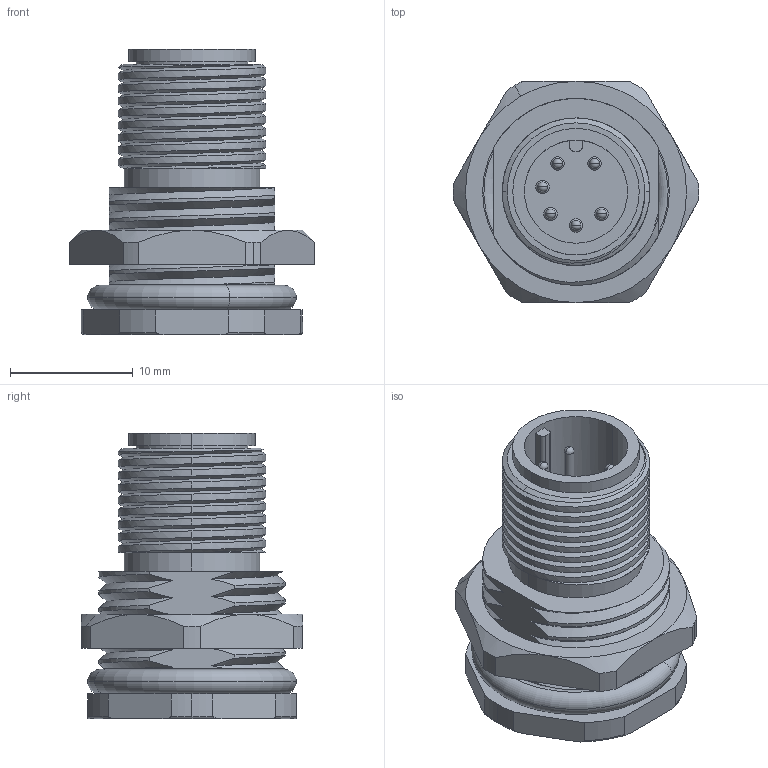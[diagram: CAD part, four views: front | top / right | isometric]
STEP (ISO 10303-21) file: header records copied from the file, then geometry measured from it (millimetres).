
FILE_DESCRIPTION (( 'STEP AP203' ), '1' );
FILE_NAME ('FEZ61-.STEP', '2019-03-13T02:50:28', ( 'User' ), ( 'china' ), 'SwSTEP 2.0', 'SolidWorks 2012', '' );
FILE_SCHEMA (( 'CONFIG_CONTROL_DESIGN' ));
Length unit declared in the file: millimetre
Products named in the file (7): O型圈-9X1; FEZ61-; M12-A扣6芯针座（法兰用）; M12-Pg9渀釱ヶ坶踡楊擘; M12-Pg9ヶ坶踡蹟譫; O型圈-15X2; M12-6、8芯插针（法兰用）
Assembly tree (11 placements, depth 2):
  FEZ61-
    M12-A扣6芯针座（法兰用）
    M12-6、8芯插针（法兰用）  x6
    M12-Pg9渀釱ヶ坶踡楊擘
    M12-Pg9ヶ坶踡蹟譫
    O型圈-15X2
    O型圈-9X1
Bounding box: 19.99 x 18 x 23.2 mm (x, y, z)
Volume: 2215.3 mm3; surface area: 4583.8 mm2
Topology: 11 solids, 11 shells, 309 faces, 756 edges, 480 vertices
Faces by surface type: cylinder 145, plane 79, bspline 26, cone 24, torus 23, sphere 12
Entity records: 13490 total; most frequent: CARTESIAN_POINT 7552, ORIENTED_EDGE 1124, DIRECTION 1019, EDGE_CURVE 562, AXIS2_PLACEMENT_3D 411, VERTEX_POINT 363, EDGE_LOOP 247, FACE_OUTER_BOUND 219
